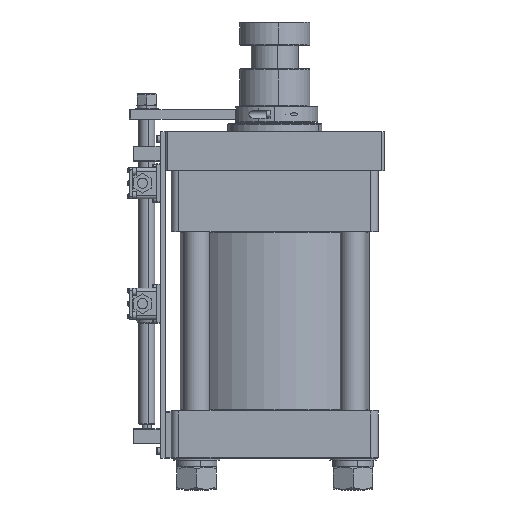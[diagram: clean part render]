
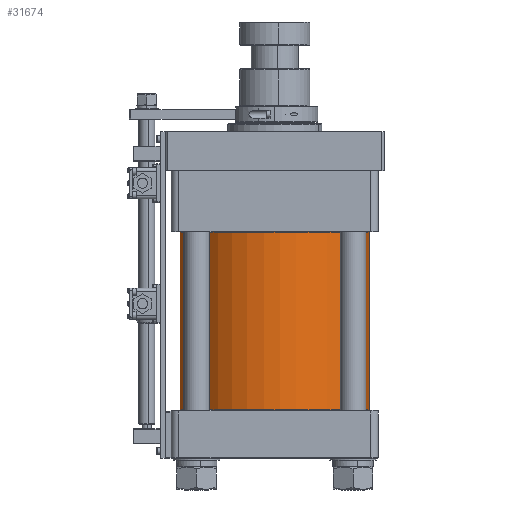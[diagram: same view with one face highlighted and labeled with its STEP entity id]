
A CAD part, left-side view. The second image highlights one B-rep face of the part: STEP entity #31674.
In plain terms, the highlighted cylindrical face has radius 121 mm (diameter 242 mm), a partial arc.
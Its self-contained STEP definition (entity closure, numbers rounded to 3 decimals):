
#17068 = CARTESIAN_POINT ( 'NONE',  ( 6588.127, -17369.164, 0. ) ) ;
#17074 = CIRCLE ( 'NONE', #17091, 121. ) ;
#17091 = AXIS2_PLACEMENT_3D ( 'NONE', #17068, #17126, #17125 ) ;
#17125 = DIRECTION ( 'NONE',  ( 0., 0., 1. ) ) ;
#17126 = DIRECTION ( 'NONE',  ( -1., 0., 0. ) ) ;
#17337 = CARTESIAN_POINT ( 'NONE',  ( 6588.127, -17369.164, -121. ) ) ;
#17384 = CARTESIAN_POINT ( 'NONE',  ( 6352.458, -17369.164, 121. ) ) ;
#17411 = CARTESIAN_POINT ( 'NONE',  ( 6588.127, -17369.164, 121. ) ) ;
#17413 = AXIS2_PLACEMENT_3D ( 'NONE', #17419, #17474, #17473 ) ;
#17414 = VECTOR ( 'NONE', #17435, 1000. ) ;
#17415 = LINE ( 'NONE', #17420, #17414 ) ;
#17417 = CARTESIAN_POINT ( 'NONE',  ( 6361.127, -17369.164, -121. ) ) ;
#17418 = CIRCLE ( 'NONE', #17413, 121. ) ;
#17419 = CARTESIAN_POINT ( 'NONE',  ( 6361.127, -17369.164, 0. ) ) ;
#17420 = CARTESIAN_POINT ( 'NONE',  ( 6352.458, -17369.164, -121. ) ) ;
#17422 = DIRECTION ( 'NONE',  ( -1., 0., 0. ) ) ;
#17423 = CARTESIAN_POINT ( 'NONE',  ( 6352.458, -17369.164, 0. ) ) ;
#17425 = CARTESIAN_POINT ( 'NONE',  ( 6361.127, -17369.164, 121. ) ) ;
#17426 = DIRECTION ( 'NONE',  ( 0., 0., 1. ) ) ;
#17431 = FACE_OUTER_BOUND ( 'NONE', #31661, .T. ) ;
#17435 = DIRECTION ( 'NONE',  ( -1., 0., 0. ) ) ;
#17436 = DIRECTION ( 'NONE',  ( -1., 0., 0. ) ) ;
#17437 = VECTOR ( 'NONE', #17436, 1000. ) ;
#17438 = LINE ( 'NONE', #17384, #17437 ) ;
#17441 = CYLINDRICAL_SURFACE ( 'NONE', #17442, 121. ) ;
#17442 = AXIS2_PLACEMENT_3D ( 'NONE', #17423, #17422, #17426 ) ;
#17473 = DIRECTION ( 'NONE',  ( 0., 0., 1. ) ) ;
#17474 = DIRECTION ( 'NONE',  ( -1., 0., 0. ) ) ;
#31371 = EDGE_CURVE ( 'NONE', #31658, #31589, #17074, .T. ) ;
#31589 = VERTEX_POINT ( 'NONE', #17337 ) ;
#31658 = VERTEX_POINT ( 'NONE', #17411 ) ;
#31661 = EDGE_LOOP ( 'NONE', ( #31682, #31684, #31692, #31690 ) ) ;
#31668 = EDGE_CURVE ( 'NONE', #31658, #31687, #17438, .T. ) ;
#31674 = ADVANCED_FACE ( 'NONE', ( #17431 ), #17441, .T. ) ;
#31676 = EDGE_CURVE ( 'NONE', #31589, #31683, #17415, .T. ) ;
#31682 = ORIENTED_EDGE ( 'NONE', *, *, #31371, .T. ) ;
#31683 = VERTEX_POINT ( 'NONE', #17417 ) ;
#31684 = ORIENTED_EDGE ( 'NONE', *, *, #31676, .T. ) ;
#31685 = EDGE_CURVE ( 'NONE', #31687, #31683, #17418, .T. ) ;
#31687 = VERTEX_POINT ( 'NONE', #17425 ) ;
#31690 = ORIENTED_EDGE ( 'NONE', *, *, #31668, .F. ) ;
#31692 = ORIENTED_EDGE ( 'NONE', *, *, #31685, .F. ) ;
